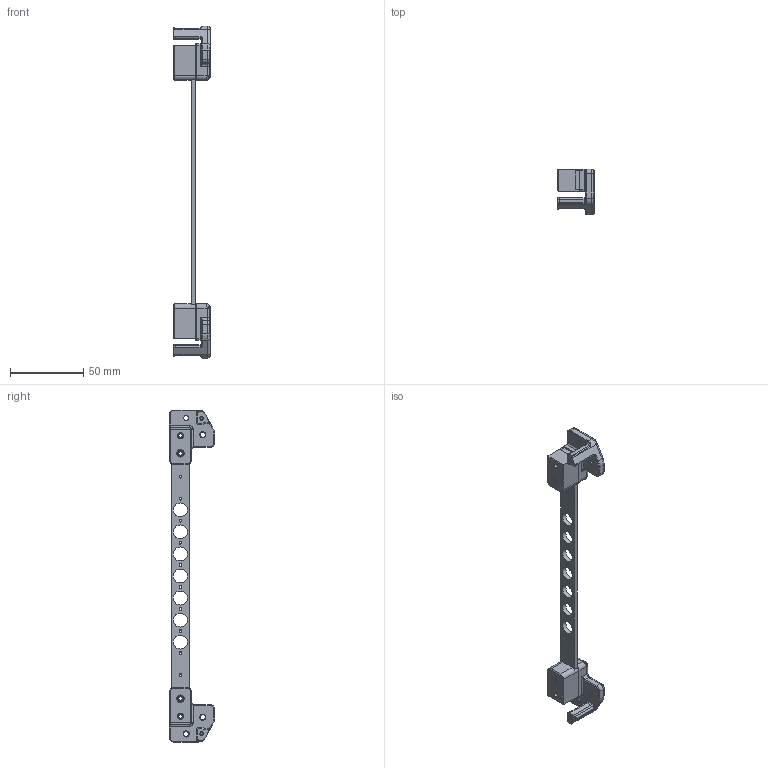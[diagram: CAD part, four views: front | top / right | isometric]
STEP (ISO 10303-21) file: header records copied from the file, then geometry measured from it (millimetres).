
FILE_DESCRIPTION(/* description */ (''),/* implementation_level */ '2;1');
FILE_NAME(/* name */ 'Plate Voron X Beam Assembly.step',/* time_stamp */ '2022-11-30T21:24:59-08:00',/* author */ (''),/* organization */ (''),/* preprocessor_version */ 'ST-DEVELOPER v19.2',/* originating_system */ 'Autodesk Translation Framework v11.17.0.187',/* authorisation */ '');
FILE_SCHEMA (('AUTOMOTIVE_DESIGN { 1 0 10303 214 3 1 1 }'));
Products named in the file (7): Plate Voron X Beam; Plate X Beam Spacer; Thread Insert M3 x 6mm v2; Thread Insert M3 x 6mm v2_1; M3 Insert 5D x 6L; VORON_V0.1_XY_Joint_Left_Upper_x1; VORON_V0.1_XY_Joint_Right_Upper_x1
Assembly tree (8 placements, depth 3):
  Plate Voron X Beam
    Plate X Beam Spacer  x2
    Thread Insert M3 x 6mm v2
      M3 Insert 5D x 6L
    Thread Insert M3 x 6mm v2_1
      M3 Insert 5D x 6L
    VORON_V0.1_XY_Joint_Left_Upper_x1
    VORON_V0.1_XY_Joint_Right_Upper_x1
Bounding box: 24.8 x 30.74 x 226 mm (x, y, z)
Volume: 28101.9 mm3; surface area: 18183 mm2
Topology: 7 solids, 7 shells, 1267 faces, 3615 edges, 2367 vertices
Faces by surface type: cylinder 588, plane 521, cone 72, bspline 52, torus 30, sphere 4
Full cylindrical faces by diameter (mm): 1.6 x2, 1.623 x40, 2.074 x20, 2.529 x34, 3.086 x26, 3.2 x4, 3.4 x8, 4 x2, 4.1 x2, 6 x7, 6.35 x2, 9.525 x7
Entity records: 52205 total; most frequent: CARTESIAN_POINT 29557, ORIENTED_EDGE 5056, DIRECTION 4183, EDGE_CURVE 2528, VERTEX_POINT 1639, AXIS2_PLACEMENT_3D 1446, LINE 1291, VECTOR 1291
